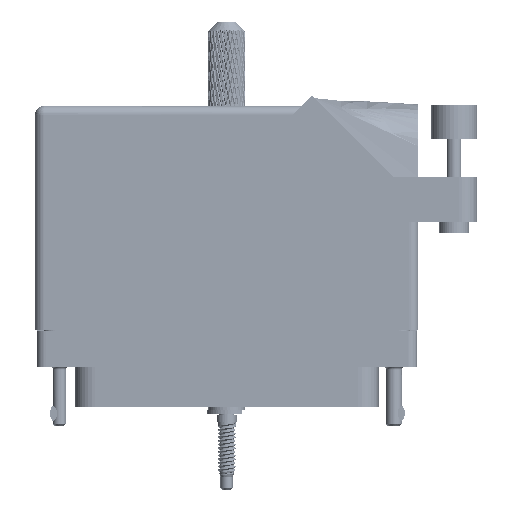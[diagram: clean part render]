
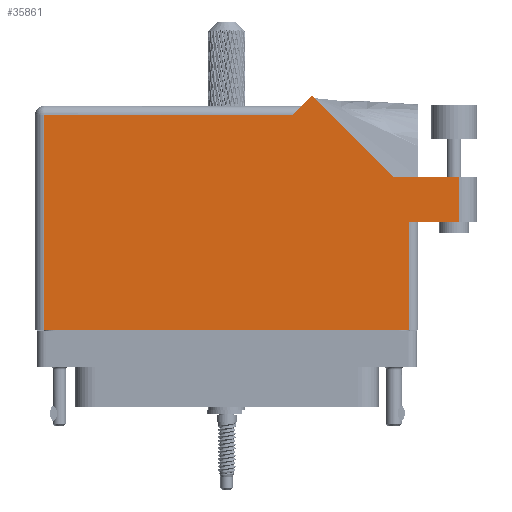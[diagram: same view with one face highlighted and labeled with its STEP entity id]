
A CAD part, front view. The second image highlights one B-rep face of the part: STEP entity #35861.
In plain terms, the highlighted face is planar.
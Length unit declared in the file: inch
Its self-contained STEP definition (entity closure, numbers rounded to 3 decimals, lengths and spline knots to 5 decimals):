
#705 = DIRECTION ( 'NONE',  ( -0.707, 0.707, 0. ) ) ;
#1897 = PLANE ( 'NONE',  #120732 ) ;
#2751 = VECTOR ( 'NONE', #76365, 39.37008 ) ;
#3234 = ORIENTED_EDGE ( 'NONE', *, *, #75417, .T. ) ;
#3707 = CARTESIAN_POINT ( 'NONE',  ( 0.451, 1.368, 0.455 ) ) ;
#4593 = ORIENTED_EDGE ( 'NONE', *, *, #108414, .T. ) ;
#12550 = DIRECTION ( 'NONE',  ( 0., 1., 0. ) ) ;
#12820 = CARTESIAN_POINT ( 'NONE',  ( 1.706, 0.944, 0.455 ) ) ;
#15010 = DIRECTION ( 'NONE',  ( 1., 0., 0. ) ) ;
#18123 = ORIENTED_EDGE ( 'NONE', *, *, #47963, .T. ) ;
#18290 = VERTEX_POINT ( 'NONE', #96751 ) ;
#19511 = LINE ( 'NONE', #115850, #111534 ) ;
#20427 = ORIENTED_EDGE ( 'NONE', *, *, #49629, .T. ) ;
#20537 = FACE_OUTER_BOUND ( 'NONE', #44466, .T. ) ;
#21390 = LINE ( 'NONE', #84070, #41729 ) ;
#23157 = VERTEX_POINT ( 'NONE', #103056 ) ;
#23293 = CARTESIAN_POINT ( 'NONE',  ( -1.306, 1.43, 0.455 ) ) ;
#25041 = LINE ( 'NONE', #104632, #87890 ) ;
#27234 = VERTEX_POINT ( 'NONE', #3707 ) ;
#29473 = ORIENTED_EDGE ( 'NONE', *, *, #33206, .T. ) ;
#29474 = VERTEX_POINT ( 'NONE', #115606 ) ;
#31273 = EDGE_CURVE ( 'NONE', #64721, #29474, #76268, .T. ) ;
#33206 = EDGE_CURVE ( 'NONE', #27234, #64721, #19511, .T. ) ;
#35861 = ADVANCED_FACE ( 'NONE', ( #20537 ), #1897, .F. ) ;
#35942 = ORIENTED_EDGE ( 'NONE', *, *, #102050, .T. ) ;
#36286 = VECTOR ( 'NONE', #12550, 39.37008 ) ;
#37872 = CARTESIAN_POINT ( 'NONE',  ( 0.58371, 1.50071, 0.455 ) ) ;
#41729 = VECTOR ( 'NONE', #15010, 39.37008 ) ;
#41925 = ORIENTED_EDGE ( 'NONE', *, *, #31273, .T. ) ;
#44466 = EDGE_LOOP ( 'NONE', ( #35942, #111429, #20427, #18123, #87551, #29473, #41925, #4593, #3234 ) ) ;
#44491 = CARTESIAN_POINT ( 'NONE',  ( 1.244, 0.637, 0.455 ) ) ;
#47963 = EDGE_CURVE ( 'NONE', #23157, #50425, #56744, .T. ) ;
#49629 = EDGE_CURVE ( 'NONE', #52235, #23157, #102605, .T. ) ;
#50425 = VERTEX_POINT ( 'NONE', #37872 ) ;
#51960 = EDGE_CURVE ( 'NONE', #87080, #52235, #112970, .T. ) ;
#52235 = VERTEX_POINT ( 'NONE', #117447 ) ;
#56744 = LINE ( 'NONE', #104894, #81449 ) ;
#57222 = CARTESIAN_POINT ( 'NONE',  ( 1.306, 0.637, 0.455 ) ) ;
#60962 = CARTESIAN_POINT ( 'NONE',  ( 1.581, 0.637, 0.455 ) ) ;
#64721 = VERTEX_POINT ( 'NONE', #88310 ) ;
#66666 = DIRECTION ( 'NONE',  ( 1., 0., 0. ) ) ;
#66982 = DIRECTION ( 'NONE',  ( -0.707, -0.707, 0. ) ) ;
#73409 = VECTOR ( 'NONE', #101974, 39.37008 ) ;
#75417 = EDGE_CURVE ( 'NONE', #18290, #101938, #25041, .T. ) ;
#76268 = LINE ( 'NONE', #77640, #2751 ) ;
#76365 = DIRECTION ( 'NONE',  ( 0., -1., 0. ) ) ;
#77640 = CARTESIAN_POINT ( 'NONE',  ( -1.244, -0.1, 0.455 ) ) ;
#81449 = VECTOR ( 'NONE', #705, 39.37008 ) ;
#81550 = CARTESIAN_POINT ( 'NONE',  ( 1.581, 0.944, 0.455 ) ) ;
#83920 = LINE ( 'NONE', #57222, #105441 ) ;
#84070 = CARTESIAN_POINT ( 'NONE',  ( -1.306, -0.1, 0.455 ) ) ;
#84251 = EDGE_CURVE ( 'NONE', #50425, #27234, #119136, .T. ) ;
#87080 = VERTEX_POINT ( 'NONE', #60962 ) ;
#87086 = DIRECTION ( 'NONE',  ( -1., 0., 0. ) ) ;
#87214 = CARTESIAN_POINT ( 'NONE',  ( 0.513, 1.43, 0.455 ) ) ;
#87551 = ORIENTED_EDGE ( 'NONE', *, *, #84251, .T. ) ;
#87890 = VECTOR ( 'NONE', #114913, 39.37008 ) ;
#88310 = CARTESIAN_POINT ( 'NONE',  ( -1.244, 1.368, 0.455 ) ) ;
#90198 = DIRECTION ( 'NONE',  ( -1., 0., 0. ) ) ;
#96751 = CARTESIAN_POINT ( 'NONE',  ( 1.244, -0.1, 0.455 ) ) ;
#99261 = VECTOR ( 'NONE', #66982, 39.37008 ) ;
#101938 = VERTEX_POINT ( 'NONE', #44491 ) ;
#101974 = DIRECTION ( 'NONE',  ( -1., 0., 0. ) ) ;
#102050 = EDGE_CURVE ( 'NONE', #101938, #87080, #83920, .T. ) ;
#102605 = LINE ( 'NONE', #12820, #73409 ) ;
#103056 = CARTESIAN_POINT ( 'NONE',  ( 1.14042, 0.944, 0.455 ) ) ;
#104632 = CARTESIAN_POINT ( 'NONE',  ( 1.244, 0.637, 0.455 ) ) ;
#104894 = CARTESIAN_POINT ( 'NONE',  ( 1.14042, 0.944, 0.455 ) ) ;
#105441 = VECTOR ( 'NONE', #66666, 39.37008 ) ;
#108414 = EDGE_CURVE ( 'NONE', #29474, #18290, #21390, .T. ) ;
#111429 = ORIENTED_EDGE ( 'NONE', *, *, #51960, .T. ) ;
#111534 = VECTOR ( 'NONE', #87086, 39.37008 ) ;
#112970 = LINE ( 'NONE', #81550, #36286 ) ;
#114913 = DIRECTION ( 'NONE',  ( 0., 1., 0. ) ) ;
#115606 = CARTESIAN_POINT ( 'NONE',  ( -1.244, -0.1, 0.455 ) ) ;
#115850 = CARTESIAN_POINT ( 'NONE',  ( -1.306, 1.368, 0.455 ) ) ;
#117447 = CARTESIAN_POINT ( 'NONE',  ( 1.581, 0.944, 0.455 ) ) ;
#119136 = LINE ( 'NONE', #87214, #99261 ) ;
#119311 = DIRECTION ( 'NONE',  ( 0., 0., -1. ) ) ;
#120732 = AXIS2_PLACEMENT_3D ( 'NONE', #23293, #119311, #90198 ) ;
